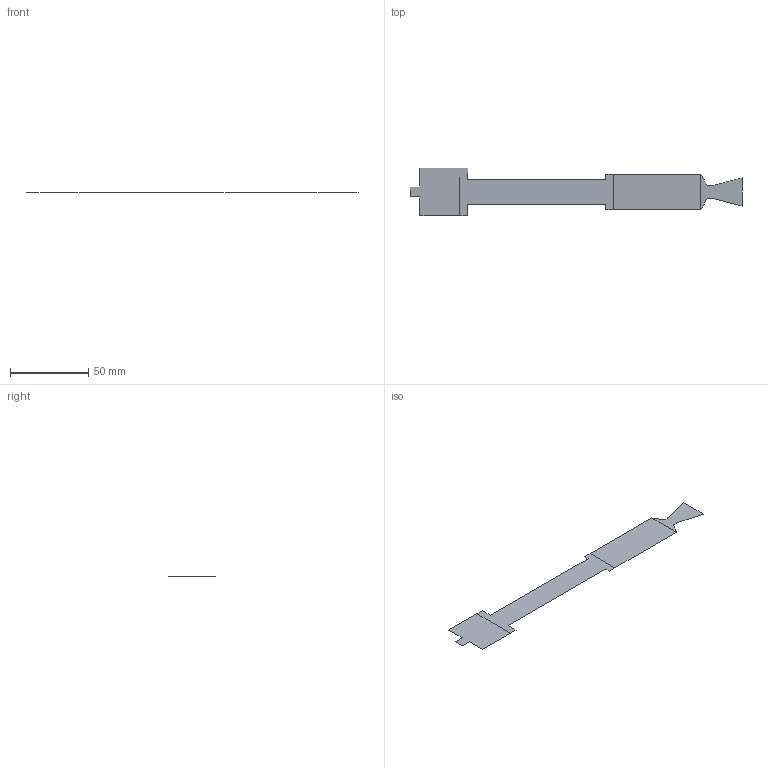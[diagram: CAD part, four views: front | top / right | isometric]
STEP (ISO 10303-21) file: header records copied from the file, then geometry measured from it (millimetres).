
FILE_DESCRIPTION(/* description */ (''),/* implementation_level */ '2;1');
FILE_NAME(/* name */ 'CombustionChamberFlowProfile.step',/* time_stamp */ '2022-08-08T15:12:06-04:00',/* author */ (''),/* organization */ (''),/* preprocessor_version */ 'ST-DEVELOPER v19',/* originating_system */ 'Autodesk Translation Framework v11.7.0.108',/* authorisation */ '');
FILE_SCHEMA (('AUTOMOTIVE_DESIGN { 1 0 10303 214 3 1 1 }'));
Length unit declared in the file: millimetre
Products named in the file (1): CombustionChamberFlowProfile
Bounding box: 212.2 x 30.42 x 0 mm (x, y, z)
Surface area: 4076.1 mm2 (no closed solid volume)
Topology: 0 solids, 4 shells, 4 faces, 36 edges, 36 vertices
Faces by surface type: plane 4
Entity records: 372 total; most frequent: CARTESIAN_POINT 77, DIRECTION 50, VERTEX_POINT 36, EDGE_CURVE 36, ORIENTED_EDGE 36, LINE 32, VECTOR 32, AXIS2_PLACEMENT_3D 9
